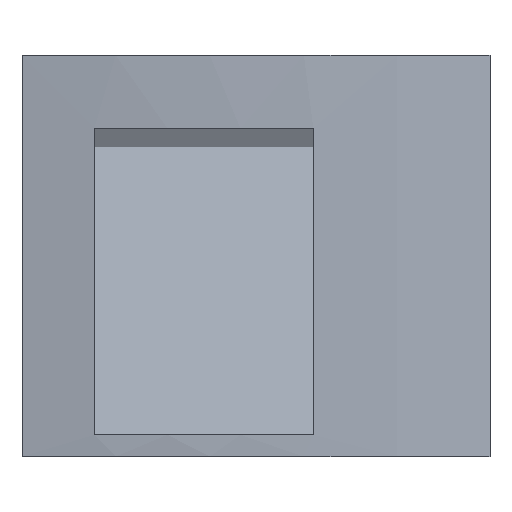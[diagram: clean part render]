
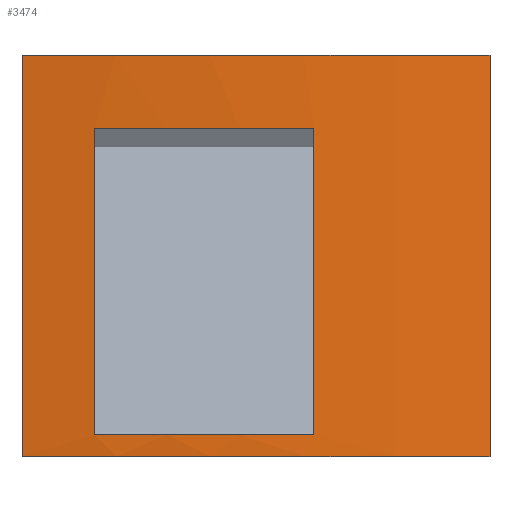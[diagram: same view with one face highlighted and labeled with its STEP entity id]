
A CAD part, top view. The second image highlights one B-rep face of the part: STEP entity #3474.
In plain terms, the highlighted cylindrical face has radius 230.81 mm (diameter 461.62 mm), a partial arc.
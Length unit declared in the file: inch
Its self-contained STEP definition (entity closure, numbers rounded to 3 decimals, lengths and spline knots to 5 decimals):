
#21=FACE_BOUND('',#512,.T.);
#99=CIRCLE('',#3705,9.087);
#100=CIRCLE('',#3712,9.087);
#101=CIRCLE('',#3715,9.087);
#103=CIRCLE('',#3718,9.087);
#303=FACE_OUTER_BOUND('',#511,.T.);
#511=EDGE_LOOP('',(#3068,#3069,#3070,#3071));
#512=EDGE_LOOP('',(#3072,#3073,#3074,#3075));
#989=LINE('',#13532,#1183);
#992=LINE('',#13540,#1186);
#997=LINE('',#13555,#1191);
#998=LINE('',#13557,#1192);
#1183=VECTOR('',#4346,0.3937);
#1186=VECTOR('',#4355,0.3937);
#1191=VECTOR('',#4372,0.3937);
#1192=VECTOR('',#4375,0.3937);
#1513=VERTEX_POINT('',#13500);
#1514=VERTEX_POINT('',#13502);
#1523=VERTEX_POINT('',#13529);
#1524=VERTEX_POINT('',#13531);
#1525=VERTEX_POINT('',#13535);
#1526=VERTEX_POINT('',#13539);
#1529=VERTEX_POINT('',#13548);
#1530=VERTEX_POINT('',#13550);
#2025=EDGE_CURVE('',#1513,#1514,#99,.T.);
#2039=EDGE_CURVE('',#1524,#1523,#989,.T.);
#2041=EDGE_CURVE('',#1525,#1524,#100,.T.);
#2043=EDGE_CURVE('',#1526,#1525,#992,.T.);
#2045=EDGE_CURVE('',#1523,#1526,#101,.T.);
#2048=EDGE_CURVE('',#1529,#1530,#103,.T.);
#2051=EDGE_CURVE('',#1514,#1529,#997,.T.);
#2052=EDGE_CURVE('',#1513,#1530,#998,.T.);
#3068=ORIENTED_EDGE('',*,*,#2025,.F.);
#3069=ORIENTED_EDGE('',*,*,#2052,.T.);
#3070=ORIENTED_EDGE('',*,*,#2048,.F.);
#3071=ORIENTED_EDGE('',*,*,#2051,.F.);
#3072=ORIENTED_EDGE('',*,*,#2045,.T.);
#3073=ORIENTED_EDGE('',*,*,#2043,.T.);
#3074=ORIENTED_EDGE('',*,*,#2041,.T.);
#3075=ORIENTED_EDGE('',*,*,#2039,.T.);
#3276=CYLINDRICAL_SURFACE('',#3720,9.087);
#3474=ADVANCED_FACE('',(#303,#21),#3276,.T.);
#3705=AXIS2_PLACEMENT_3D('',#13503,#4321,#4322);
#3712=AXIS2_PLACEMENT_3D('',#13536,#4350,#4351);
#3715=AXIS2_PLACEMENT_3D('',#13543,#4359,#4360);
#3718=AXIS2_PLACEMENT_3D('',#13551,#4366,#4367);
#3720=AXIS2_PLACEMENT_3D('',#13556,#4373,#4374);
#4321=DIRECTION('center_axis',(0.,1.,0.));
#4322=DIRECTION('ref_axis',(-0.137,0.,0.991));
#4346=DIRECTION('',(0.,1.,0.));
#4350=DIRECTION('center_axis',(0.,-1.,0.));
#4351=DIRECTION('ref_axis',(-0.137,0.,0.991));
#4355=DIRECTION('',(0.,-1.,0.));
#4359=DIRECTION('center_axis',(0.,1.,0.));
#4360=DIRECTION('ref_axis',(-0.137,0.,0.991));
#4366=DIRECTION('center_axis',(0.,-1.,0.));
#4367=DIRECTION('ref_axis',(-0.137,0.,0.991));
#4372=DIRECTION('',(0.,-1.,0.));
#4373=DIRECTION('center_axis',(0.,-1.,0.));
#4374=DIRECTION('ref_axis',(-0.137,0.,0.991));
#4375=DIRECTION('',(0.,-1.,0.));
#13500=CARTESIAN_POINT('',(-1.24607,1.375,-0.08584));
#13502=CARTESIAN_POINT('',(1.96044,1.375,-0.21399));
#13503=CARTESIAN_POINT('Origin',(0.,1.375,-9.087));
#13529=CARTESIAN_POINT('',(-0.75,0.875,-0.031));
#13531=CARTESIAN_POINT('',(-0.75,-1.225,-0.031));
#13532=CARTESIAN_POINT('',(-0.75,1.375,-0.031));
#13535=CARTESIAN_POINT('',(0.75,-1.225,-0.031));
#13536=CARTESIAN_POINT('Origin',(0.,-1.225,-9.087));
#13539=CARTESIAN_POINT('',(0.75,0.875,-0.031));
#13540=CARTESIAN_POINT('',(0.75,1.375,-0.031));
#13543=CARTESIAN_POINT('Origin',(0.,0.875,-9.087));
#13548=CARTESIAN_POINT('',(1.96044,-1.375,-0.21399));
#13550=CARTESIAN_POINT('',(-1.24607,-1.375,-0.08584));
#13551=CARTESIAN_POINT('Origin',(0.,-1.375,-9.087));
#13555=CARTESIAN_POINT('',(1.96044,1.375,-0.21399));
#13556=CARTESIAN_POINT('Origin',(0.,1.375,-9.087));
#13557=CARTESIAN_POINT('',(-1.24607,1.375,-0.08584));
